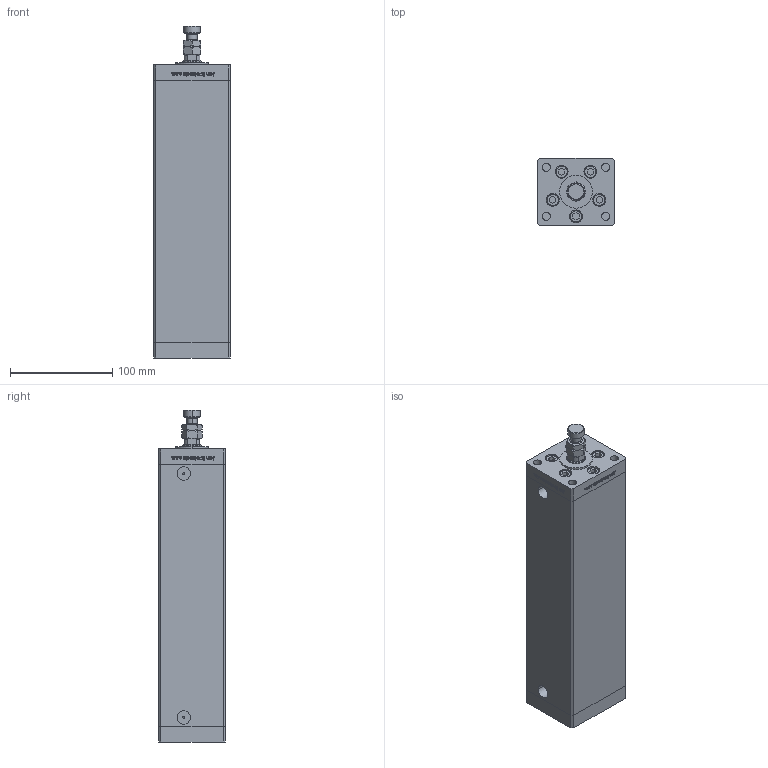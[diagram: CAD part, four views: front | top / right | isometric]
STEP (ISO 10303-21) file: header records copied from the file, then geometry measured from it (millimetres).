
FILE_DESCRIPTION (( 'STEP AP203' ), '1' );
FILE_NAME ('bf4c.STEP', '2022-04-14T20:47:31', ( '' ), ( '' ), 'SwSTEP 2.0', 'SolidWorks 2019', '' );
FILE_SCHEMA (( 'CONFIG_CONTROL_DESIGN' ));
Length unit declared in the file: millimetre
Products named in the file (7): ALLEN BOLT 688c58d8655201ae1b08eda4e73da59b; MFA 688c58d8655201ae1b08eda4e73da59b; V220C BACK_B 688c58d8655201ae1b08eda4e73da59b; bf4c; V220C_VC_B 688c58d8655201ae1b08eda4e73da59b; V220C_FRONT_B 688c58d8655201ae1b08eda4e73da59b; V220C_B MIDDLE 688c58d8655201ae1b08eda4e73da59b
Assembly tree (15 placements, depth 2):
  bf4c
    V220C_B MIDDLE 688c58d8655201ae1b08eda4e73da59b
    V220C BACK_B 688c58d8655201ae1b08eda4e73da59b
    V220C_FRONT_B 688c58d8655201ae1b08eda4e73da59b
    V220C_VC_B 688c58d8655201ae1b08eda4e73da59b
    ALLEN BOLT 688c58d8655201ae1b08eda4e73da59b  x10
    MFA 688c58d8655201ae1b08eda4e73da59b
Bounding box: 75 x 65 x 324 mm (x, y, z)
Volume: 1222812.2 mm3; surface area: 184221.1 mm2
Topology: 15 solids, 15 shells, 1235 faces, 3063 edges, 1997 vertices
Faces by surface type: bspline 484, plane 478, cylinder 151, cone 74, torus 48
Entity records: 53830 total; most frequent: CARTESIAN_POINT 30799, ORIENTED_EDGE 5294, DIRECTION 3041, EDGE_CURVE 2647, VERTEX_POINT 1745, VECTOR 1339, LINE 1339, EDGE_LOOP 1204
